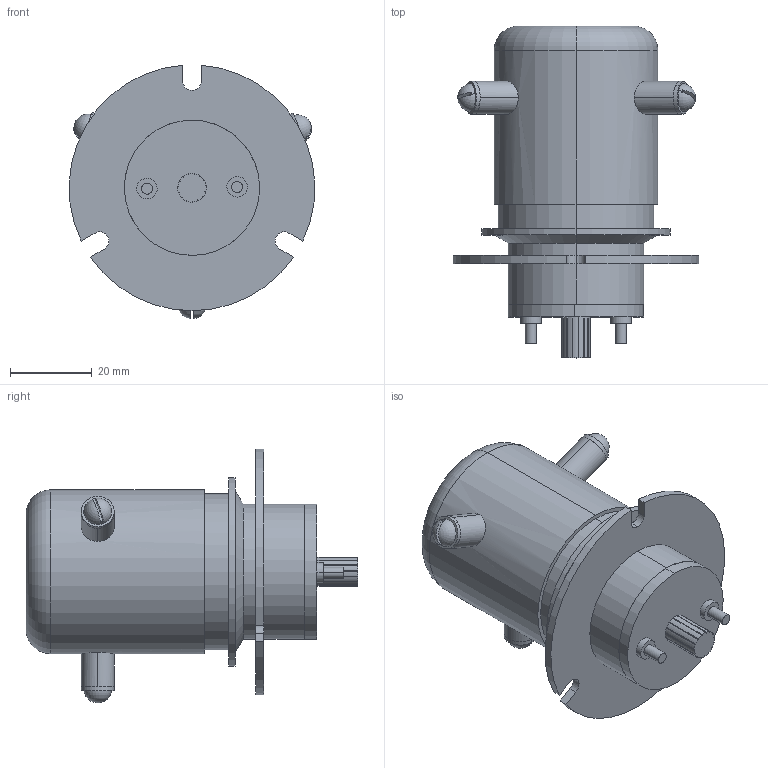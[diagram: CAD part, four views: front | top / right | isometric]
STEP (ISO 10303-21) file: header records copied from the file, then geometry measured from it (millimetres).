
FILE_DESCRIPTION (( 'STEP AP214' ), '1' );
FILE_NAME ('G9WF_step_062912.STEP', '2012-06-29T18:30:17', ( 'RUlrich' ), ( 'Genco' ), 'SwSTEP 2.0', 'SolidWorks 2010', '' );
FILE_SCHEMA (( 'AUTOMOTIVE_DESIGN' ));
Length unit declared in the file: inch
Products named in the file (1): G9WF_step_062912
Bounding box: 59.96 x 81 x 61.9 mm (x, y, z)
Volume: 85710.2 mm3; surface area: 25963.6 mm2
Topology: 11 solids, 11 shells, 198 faces, 455 edges, 300 vertices
Faces by surface type: cylinder 103, plane 85, torus 8, cone 2
Entity records: 8897 total; most frequent: CARTESIAN_POINT 1464, DIRECTION 1047, ORIENTED_EDGE 910, EDGE_CURVE 455, AXIS2_PLACEMENT_3D 415, VERTEX_POINT 300, EDGE_LOOP 235, VECTOR 217
